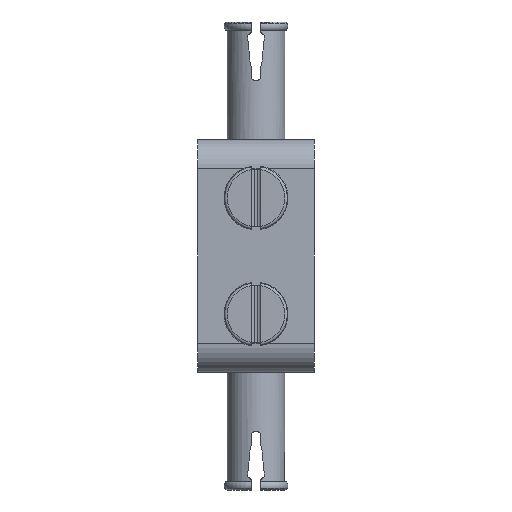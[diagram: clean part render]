
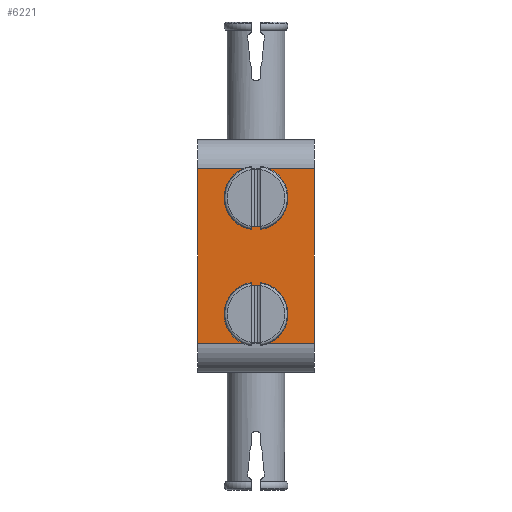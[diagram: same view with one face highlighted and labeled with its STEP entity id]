
A CAD part, left-side view. The second image highlights one B-rep face of the part: STEP entity #6221.
In plain terms, the highlighted planar face has unit normal (-1, 0, 0).
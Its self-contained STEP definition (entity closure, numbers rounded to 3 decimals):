
#173=PLANE('',#6738);
#437=LINE('',#9865,#933);
#440=LINE('',#9878,#936);
#515=LINE('',#10093,#1011);
#591=LINE('',#10295,#1087);
#933=VECTOR('',#7579,1000.);
#936=VECTOR('',#7590,1000.);
#1011=VECTOR('',#7807,1000.);
#1087=VECTOR('',#8035,1000.);
#1380=CIRCLE('',#6446,2.475);
#1502=CIRCLE('',#6739,2.475);
#2688=ORIENTED_EDGE('',*,*,#3540,.F.);
#2689=ORIENTED_EDGE('',*,*,#4036,.F.);
#2690=ORIENTED_EDGE('',*,*,#4035,.F.);
#2691=ORIENTED_EDGE('',*,*,#3830,.F.);
#2692=ORIENTED_EDGE('',*,*,#3936,.T.);
#2693=ORIENTED_EDGE('',*,*,#3824,.F.);
#3540=EDGE_CURVE('',#4424,#4424,#1380,.F.);
#3824=EDGE_CURVE('',#4648,#4649,#437,.T.);
#3830=EDGE_CURVE('',#4654,#4655,#440,.T.);
#3936=EDGE_CURVE('',#4654,#4649,#515,.T.);
#4035=EDGE_CURVE('',#4655,#4648,#591,.T.);
#4036=EDGE_CURVE('',#4774,#4774,#1502,.T.);
#4424=VERTEX_POINT('',#8985);
#4648=VERTEX_POINT('',#9864);
#4649=VERTEX_POINT('',#9866);
#4654=VERTEX_POINT('',#9877);
#4655=VERTEX_POINT('',#9879);
#4774=VERTEX_POINT('',#10298);
#5418=EDGE_LOOP('',(#2688));
#5419=EDGE_LOOP('',(#2689));
#5420=EDGE_LOOP('',(#2690,#2691,#2692,#2693));
#5820=FACE_BOUND('',#5418,.T.);
#5821=FACE_BOUND('',#5419,.T.);
#5822=FACE_BOUND('',#5420,.T.);
#6221=ADVANCED_FACE('',(#5820,#5821,#5822),#173,.T.);
#6446=AXIS2_PLACEMENT_3D('',#8984,#7150,#7151);
#6738=AXIS2_PLACEMENT_3D('',#10296,#8036,#8037);
#6739=AXIS2_PLACEMENT_3D('',#10297,#8038,#8039);
#7150=DIRECTION('',(1.,0.,0.));
#7151=DIRECTION('',(0.,-1.,0.));
#7579=DIRECTION('',(0.,0.,-1.));
#7590=DIRECTION('',(0.,0.,1.));
#7807=DIRECTION('',(0.,-1.,0.));
#8035=DIRECTION('',(0.,-1.,0.));
#8036=DIRECTION('',(-1.,0.,0.));
#8037=DIRECTION('',(0.,0.,-1.));
#8038=DIRECTION('',(-1.,0.,0.));
#8039=DIRECTION('',(0.,0.,1.));
#8984=CARTESIAN_POINT('',(-25.,5.,0.));
#8985=CARTESIAN_POINT('',(-25.,2.525,0.));
#9864=CARTESIAN_POINT('',(-25.,0.,2.5));
#9865=CARTESIAN_POINT('',(-25.,0.,-5.));
#9866=CARTESIAN_POINT('',(-25.,0.,-12.5));
#9877=CARTESIAN_POINT('',(-25.,10.,-12.5));
#9878=CARTESIAN_POINT('',(-25.,10.,0.));
#9879=CARTESIAN_POINT('',(-25.,10.,2.5));
#10093=CARTESIAN_POINT('',(-25.,10.,-12.5));
#10295=CARTESIAN_POINT('',(-25.,10.,2.5));
#10296=CARTESIAN_POINT('',(-25.,10.,-5.));
#10297=CARTESIAN_POINT('',(-25.,5.,-10.));
#10298=CARTESIAN_POINT('',(-25.,5.,-7.525));
